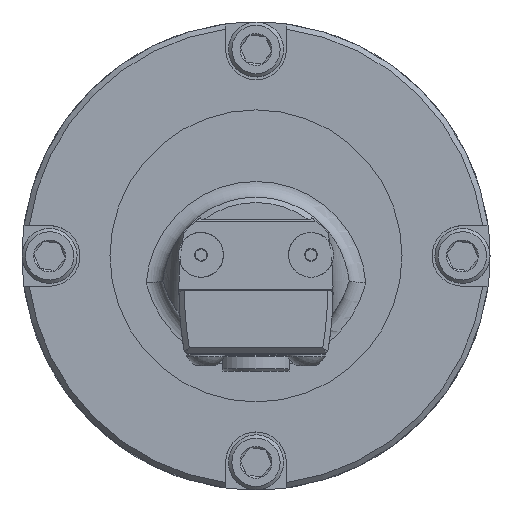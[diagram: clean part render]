
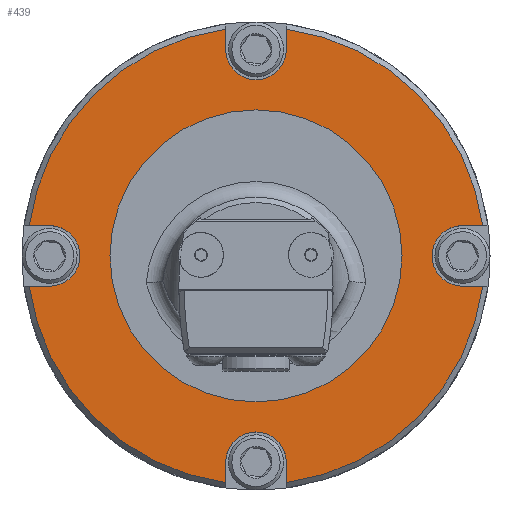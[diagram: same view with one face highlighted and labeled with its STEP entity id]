
A CAD part, top view. The second image highlights one B-rep face of the part: STEP entity #439.
In plain terms, the highlighted planar face has unit normal (0, 0, 1).
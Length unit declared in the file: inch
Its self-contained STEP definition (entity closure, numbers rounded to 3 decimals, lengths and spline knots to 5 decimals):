
#58 = CIRCLE ( 'NONE', #6442, 0.172 ) ;
#125 = ORIENTED_EDGE ( 'NONE', *, *, #1088, .F. ) ;
#134 = AXIS2_PLACEMENT_3D ( 'NONE', #176, #3995, #738 ) ;
#135 = VERTEX_POINT ( 'NONE', #3468 ) ;
#169 = CARTESIAN_POINT ( 'NONE',  ( -1.171, 0., 0.375 ) ) ;
#176 = CARTESIAN_POINT ( 'NONE',  ( 0., 0., 0.375 ) ) ;
#182 = LINE ( 'NONE', #3867, #1511 ) ;
#439 = ADVANCED_FACE ( 'NONE', ( #2375, #2028 ), #5655, .F. ) ;
#459 = VERTEX_POINT ( 'NONE', #3260 ) ;
#460 = EDGE_CURVE ( 'NONE', #6658, #135, #1680, .T. ) ;
#471 = EDGE_CURVE ( 'NONE', #6020, #1773, #2538, .T. ) ;
#548 = ORIENTED_EDGE ( 'NONE', *, *, #6413, .T. ) ;
#558 = AXIS2_PLACEMENT_3D ( 'NONE', #5047, #5051, #5055 ) ;
#591 = AXIS2_PLACEMENT_3D ( 'NONE', #1467, #721, #3244 ) ;
#623 = DIRECTION ( 'NONE',  ( 0., 0., -1. ) ) ;
#707 = DIRECTION ( 'NONE',  ( 0., 0., 1. ) ) ;
#721 = DIRECTION ( 'NONE',  ( 0., 0., 1. ) ) ;
#738 = DIRECTION ( 'NONE',  ( 1., 0., 0. ) ) ;
#807 = DIRECTION ( 'NONE',  ( 1., 0., 0. ) ) ;
#895 = CARTESIAN_POINT ( 'NONE',  ( -1.171, 0.172, 0.375 ) ) ;
#906 = CARTESIAN_POINT ( 'NONE',  ( 0., 1.2975, 0.375 ) ) ;
#951 = VERTEX_POINT ( 'NONE', #2634 ) ;
#989 = CARTESIAN_POINT ( 'NONE',  ( 0.172, 1.171, 0.375 ) ) ;
#1008 = VECTOR ( 'NONE', #3774, 39.37008 ) ;
#1049 = LINE ( 'NONE', #3307, #6785 ) ;
#1088 = EDGE_CURVE ( 'NONE', #1470, #2341, #5008, .T. ) ;
#1115 = CARTESIAN_POINT ( 'NONE',  ( -0.172, -1.171, 0.375 ) ) ;
#1141 = EDGE_CURVE ( 'NONE', #2151, #6786, #4629, .T. ) ;
#1143 = CIRCLE ( 'NONE', #5220, 1.2975 ) ;
#1323 = ORIENTED_EDGE ( 'NONE', *, *, #460, .F. ) ;
#1349 = ORIENTED_EDGE ( 'NONE', *, *, #1141, .T. ) ;
#1365 = VERTEX_POINT ( 'NONE', #6090 ) ;
#1370 = ORIENTED_EDGE ( 'NONE', *, *, #2600, .F. ) ;
#1437 = DIRECTION ( 'NONE',  ( -1., 0., 0. ) ) ;
#1456 = CIRCLE ( 'NONE', #3131, 0.8285 ) ;
#1466 = ORIENTED_EDGE ( 'NONE', *, *, #3102, .F. ) ;
#1467 = CARTESIAN_POINT ( 'NONE',  ( 0., 0., 0.375 ) ) ;
#1470 = VERTEX_POINT ( 'NONE', #3134 ) ;
#1511 = VECTOR ( 'NONE', #3917, 39.37008 ) ;
#1617 = CIRCLE ( 'NONE', #5497, 0.172 ) ;
#1680 = LINE ( 'NONE', #2873, #1008 ) ;
#1712 = CARTESIAN_POINT ( 'NONE',  ( 1.171, 0.172, 0.375 ) ) ;
#1751 = EDGE_CURVE ( 'NONE', #2717, #951, #182, .T. ) ;
#1773 = VERTEX_POINT ( 'NONE', #4023 ) ;
#1916 = CARTESIAN_POINT ( 'NONE',  ( 0., 0., 0.375 ) ) ;
#1926 = DIRECTION ( 'NONE',  ( 0., 0., 1. ) ) ;
#1970 = DIRECTION ( 'NONE',  ( -1., 0., 0. ) ) ;
#2028 = FACE_OUTER_BOUND ( 'NONE', #3764, .T. ) ;
#2151 = VERTEX_POINT ( 'NONE', #3825 ) ;
#2317 = EDGE_CURVE ( 'NONE', #459, #5646, #6080, .T. ) ;
#2341 = VERTEX_POINT ( 'NONE', #5908 ) ;
#2375 = FACE_BOUND ( 'NONE', #2974, .T. ) ;
#2398 = ORIENTED_EDGE ( 'NONE', *, *, #6100, .F. ) ;
#2523 = ORIENTED_EDGE ( 'NONE', *, *, #5134, .F. ) ;
#2538 = LINE ( 'NONE', #3834, #5550 ) ;
#2600 = EDGE_CURVE ( 'NONE', #3061, #1470, #4799, .T. ) ;
#2634 = CARTESIAN_POINT ( 'NONE',  ( -1.171, -0.172, 0.375 ) ) ;
#2640 = ORIENTED_EDGE ( 'NONE', *, *, #4745, .F. ) ;
#2717 = VERTEX_POINT ( 'NONE', #5745 ) ;
#2764 = DIRECTION ( 'NONE',  ( 0., -1., 0. ) ) ;
#2786 = CARTESIAN_POINT ( 'NONE',  ( -0.172, -1.171, 0.375 ) ) ;
#2812 = EDGE_CURVE ( 'NONE', #2717, #1365, #1143, .T. ) ;
#2827 = CARTESIAN_POINT ( 'NONE',  ( 0., -1.171, 0.375 ) ) ;
#2873 = CARTESIAN_POINT ( 'NONE',  ( 1.171, -0.172, 0.375 ) ) ;
#2974 = EDGE_LOOP ( 'NONE', ( #3324 ) ) ;
#3004 = EDGE_CURVE ( 'NONE', #5252, #1365, #5587, .T. ) ;
#3010 = ORIENTED_EDGE ( 'NONE', *, *, #2812, .T. ) ;
#3061 = VERTEX_POINT ( 'NONE', #3277 ) ;
#3102 = EDGE_CURVE ( 'NONE', #5004, #6786, #1049, .T. ) ;
#3131 = AXIS2_PLACEMENT_3D ( 'NONE', #1916, #1926, #1970 ) ;
#3134 = CARTESIAN_POINT ( 'NONE',  ( 0.172, 1.171, 0.375 ) ) ;
#3173 = DIRECTION ( 'NONE',  ( 0., 0., 1. ) ) ;
#3244 = DIRECTION ( 'NONE',  ( 1., 0., 0. ) ) ;
#3260 = CARTESIAN_POINT ( 'NONE',  ( 1.28605, 0.172, 0.375 ) ) ;
#3277 = CARTESIAN_POINT ( 'NONE',  ( -0.172, 1.171, 0.375 ) ) ;
#3307 = CARTESIAN_POINT ( 'NONE',  ( -1.171, 0.172, 0.375 ) ) ;
#3324 = ORIENTED_EDGE ( 'NONE', *, *, #4403, .F. ) ;
#3334 = CARTESIAN_POINT ( 'NONE',  ( 1.171, 0., 0.375 ) ) ;
#3411 = DIRECTION ( 'NONE',  ( 0., 0., 1. ) ) ;
#3468 = CARTESIAN_POINT ( 'NONE',  ( 1.28605, -0.172, 0.375 ) ) ;
#3475 = DIRECTION ( 'NONE',  ( -1., 0., 0. ) ) ;
#3593 = EDGE_CURVE ( 'NONE', #459, #2341, #5279, .T. ) ;
#3623 = AXIS2_PLACEMENT_3D ( 'NONE', #906, #623, #1437 ) ;
#3656 = VECTOR ( 'NONE', #5239, 39.37008 ) ;
#3693 = DIRECTION ( 'NONE',  ( 0., 0., 1. ) ) ;
#3764 = EDGE_LOOP ( 'NONE', ( #1370, #2398, #1349, #1466, #2523, #6769, #3010, #4696, #2640, #4038, #548, #1323, #4919, #4761, #5707, #125 ) ) ;
#3774 = DIRECTION ( 'NONE',  ( 1., 0., 0. ) ) ;
#3825 = CARTESIAN_POINT ( 'NONE',  ( -0.172, 1.28605, 0.375 ) ) ;
#3834 = CARTESIAN_POINT ( 'NONE',  ( 0.172, -1.171, 0.375 ) ) ;
#3838 = VECTOR ( 'NONE', #6831, 39.37008 ) ;
#3867 = CARTESIAN_POINT ( 'NONE',  ( -1.171, -0.172, 0.375 ) ) ;
#3869 = CARTESIAN_POINT ( 'NONE',  ( 0., 0., 0.375 ) ) ;
#3917 = DIRECTION ( 'NONE',  ( 1., 0., 0. ) ) ;
#3950 = CARTESIAN_POINT ( 'NONE',  ( 0., 0., 0.375 ) ) ;
#3955 = DIRECTION ( 'NONE',  ( 0., 0., 1. ) ) ;
#3975 = DIRECTION ( 'NONE',  ( 1., 0., 0. ) ) ;
#3995 = DIRECTION ( 'NONE',  ( 0., 0., 1. ) ) ;
#4023 = CARTESIAN_POINT ( 'NONE',  ( 0.172, -1.171, 0.375 ) ) ;
#4038 = ORIENTED_EDGE ( 'NONE', *, *, #471, .F. ) ;
#4046 = DIRECTION ( 'NONE',  ( 0., 1., 0. ) ) ;
#4143 = DIRECTION ( 'NONE',  ( 1., 0., 0. ) ) ;
#4308 = DIRECTION ( 'NONE',  ( 1., 0., 0. ) ) ;
#4395 = VECTOR ( 'NONE', #2764, 39.37008 ) ;
#4403 = EDGE_CURVE ( 'NONE', #5321, #5321, #1456, .T. ) ;
#4517 = DIRECTION ( 'NONE',  ( 1., 0., 0. ) ) ;
#4629 = CIRCLE ( 'NONE', #6448, 1.2975 ) ;
#4696 = ORIENTED_EDGE ( 'NONE', *, *, #3004, .F. ) ;
#4706 = CIRCLE ( 'NONE', #5060, 0.172 ) ;
#4709 = EDGE_CURVE ( 'NONE', #5646, #6658, #4706, .T. ) ;
#4730 = CARTESIAN_POINT ( 'NONE',  ( -0.172, 1.171, 0.375 ) ) ;
#4745 = EDGE_CURVE ( 'NONE', #1773, #5252, #58, .T. ) ;
#4761 = ORIENTED_EDGE ( 'NONE', *, *, #2317, .F. ) ;
#4799 = CIRCLE ( 'NONE', #558, 0.172 ) ;
#4877 = VECTOR ( 'NONE', #5184, 39.37008 ) ;
#4919 = ORIENTED_EDGE ( 'NONE', *, *, #4709, .F. ) ;
#4982 = CARTESIAN_POINT ( 'NONE',  ( -0.8285, 0., 0.375 ) ) ;
#5004 = VERTEX_POINT ( 'NONE', #895 ) ;
#5008 = LINE ( 'NONE', #989, #3838 ) ;
#5047 = CARTESIAN_POINT ( 'NONE',  ( 0., 1.171, 0.375 ) ) ;
#5051 = DIRECTION ( 'NONE',  ( 0., 0., 1. ) ) ;
#5055 = DIRECTION ( 'NONE',  ( 1., 0., 0. ) ) ;
#5060 = AXIS2_PLACEMENT_3D ( 'NONE', #3334, #3693, #4143 ) ;
#5134 = EDGE_CURVE ( 'NONE', #951, #5004, #1617, .T. ) ;
#5174 = CARTESIAN_POINT ( 'NONE',  ( 1.171, 0.172, 0.375 ) ) ;
#5184 = DIRECTION ( 'NONE',  ( -1., 0., 0. ) ) ;
#5220 = AXIS2_PLACEMENT_3D ( 'NONE', #3950, #3955, #3975 ) ;
#5239 = DIRECTION ( 'NONE',  ( 0., -1., 0. ) ) ;
#5252 = VERTEX_POINT ( 'NONE', #1115 ) ;
#5279 = CIRCLE ( 'NONE', #591, 1.2975 ) ;
#5321 = VERTEX_POINT ( 'NONE', #4982 ) ;
#5497 = AXIS2_PLACEMENT_3D ( 'NONE', #169, #707, #4308 ) ;
#5550 = VECTOR ( 'NONE', #4046, 39.37008 ) ;
#5587 = LINE ( 'NONE', #2786, #4395 ) ;
#5646 = VERTEX_POINT ( 'NONE', #1712 ) ;
#5655 = PLANE ( 'NONE',  #3623 ) ;
#5705 = CARTESIAN_POINT ( 'NONE',  ( 1.171, -0.172, 0.375 ) ) ;
#5707 = ORIENTED_EDGE ( 'NONE', *, *, #3593, .T. ) ;
#5745 = CARTESIAN_POINT ( 'NONE',  ( -1.28605, -0.172, 0.375 ) ) ;
#5850 = CARTESIAN_POINT ( 'NONE',  ( -1.28605, 0.172, 0.375 ) ) ;
#5908 = CARTESIAN_POINT ( 'NONE',  ( 0.172, 1.28605, 0.375 ) ) ;
#6020 = VERTEX_POINT ( 'NONE', #6172 ) ;
#6080 = LINE ( 'NONE', #5174, #4877 ) ;
#6090 = CARTESIAN_POINT ( 'NONE',  ( -0.172, -1.28605, 0.375 ) ) ;
#6100 = EDGE_CURVE ( 'NONE', #2151, #3061, #6370, .T. ) ;
#6118 = CIRCLE ( 'NONE', #134, 1.2975 ) ;
#6172 = CARTESIAN_POINT ( 'NONE',  ( 0.172, -1.28605, 0.375 ) ) ;
#6370 = LINE ( 'NONE', #4730, #3656 ) ;
#6413 = EDGE_CURVE ( 'NONE', #6020, #135, #6118, .T. ) ;
#6442 = AXIS2_PLACEMENT_3D ( 'NONE', #2827, #3173, #807 ) ;
#6448 = AXIS2_PLACEMENT_3D ( 'NONE', #3869, #3411, #4517 ) ;
#6658 = VERTEX_POINT ( 'NONE', #5705 ) ;
#6769 = ORIENTED_EDGE ( 'NONE', *, *, #1751, .F. ) ;
#6785 = VECTOR ( 'NONE', #3475, 39.37008 ) ;
#6786 = VERTEX_POINT ( 'NONE', #5850 ) ;
#6831 = DIRECTION ( 'NONE',  ( 0., 1., 0. ) ) ;
